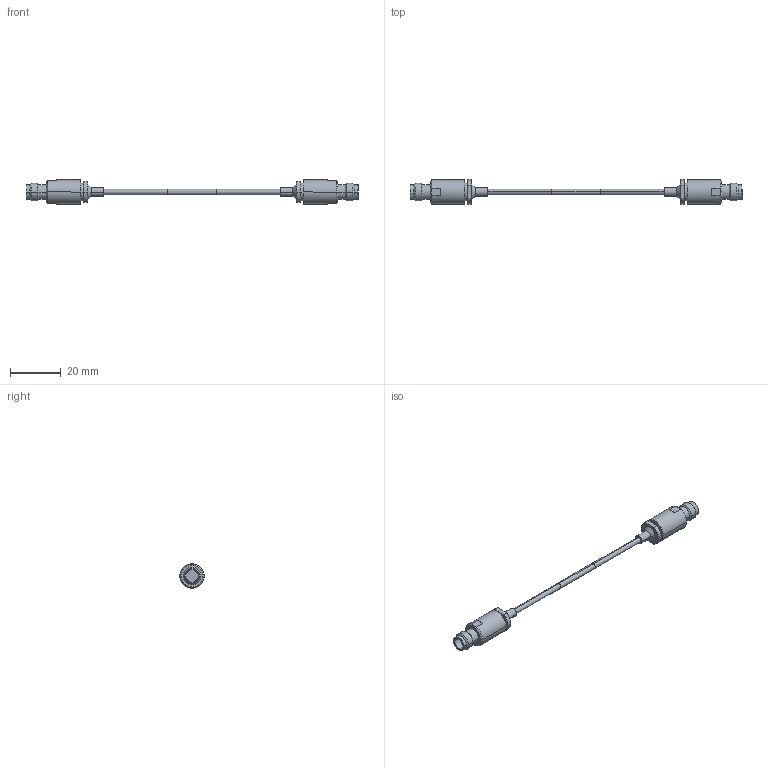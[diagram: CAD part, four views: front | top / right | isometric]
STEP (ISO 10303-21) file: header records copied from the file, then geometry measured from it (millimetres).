
FILE_DESCRIPTION (( 'STEP AP214' ), '1' );
FILE_NAME ('FMCA100194_3D.step', '2024-09-19T15:58:48', ( '' ), ( '' ), 'SwSTEP 2.0', 'SolidWorks 2022', '' );
FILE_SCHEMA (( 'AUTOMOTIVE_DESIGN' ));
Length unit declared in the file: inch
Products named in the file (3): FMCA100194_3D; PE51748^FMCA100194; RG405^FMCA100194_WITH LABEL
Assembly tree (3 placements, depth 2):
  FMCA100194_3D
    RG405^FMCA100194_WITH LABEL
    PE51748^FMCA100194  x2
Bounding box: 130.2 x 9.5 x 9.5 mm (x, y, z)
Volume: 2998.7 mm3; surface area: 2457 mm2
Topology: 3 solids, 3 shells, 122 faces, 266 edges, 164 vertices
Faces by surface type: cylinder 44, cone 38, plane 32, torus 8
Entity records: 2018 total; most frequent: DIRECTION 354, CARTESIAN_POINT 353, ORIENTED_EDGE 284, AXIS2_PLACEMENT_3D 151, EDGE_CURVE 142, VERTEX_POINT 88, CIRCLE 79, EDGE_LOOP 74
